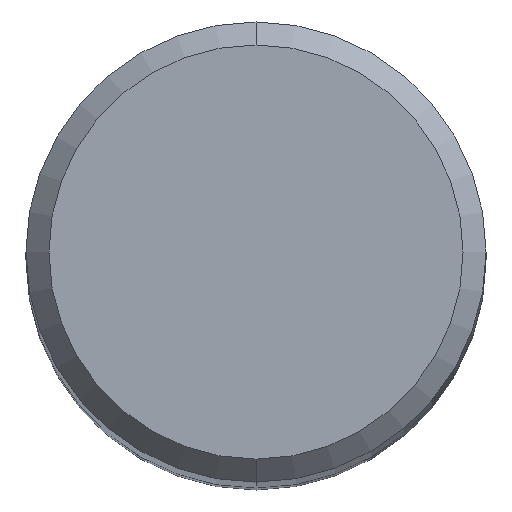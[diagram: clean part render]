
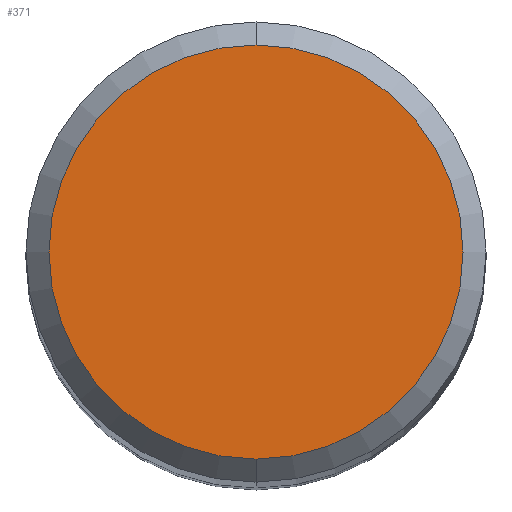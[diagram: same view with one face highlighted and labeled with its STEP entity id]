
A CAD part, top view. The second image highlights one B-rep face of the part: STEP entity #371.
In plain terms, the highlighted planar face has unit normal (0, 0, 1).
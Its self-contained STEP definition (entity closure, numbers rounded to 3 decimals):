
#167=VERTEX_POINT('',#442);
#263=VERTEX_POINT('',#547);
#271=EDGE_CURVE('',#167,#263,#556,.T.);
#363=EDGE_CURVE('',#263,#167,#655,.T.);
#371=ADVANCED_FACE('',(#664),#665,.T.);
#442=CARTESIAN_POINT('',(0.,-5.4,0.0));
#547=CARTESIAN_POINT('',(0.0,5.4,0.0));
#556=CIRCLE('',#1004,5.4);
#655=CIRCLE('',#1238,5.4);
#664=FACE_OUTER_BOUND('',#1249,.T.);
#665=PLANE('',#1250);
#1004=AXIS2_PLACEMENT_3D('',#1482,#1483,#1484);
#1238=AXIS2_PLACEMENT_3D('',#1595,#1596,#1597);
#1249=EDGE_LOOP('',(#1612,#1613));
#1250=AXIS2_PLACEMENT_3D('',#1614,#1615,#1616);
#1482=CARTESIAN_POINT('',(0.0,0.0,0.0));
#1483=DIRECTION('',(0.0,0.0,-1.0));
#1484=DIRECTION('',(0.0,1.0,0.0));
#1595=CARTESIAN_POINT('',(0.0,0.0,0.0));
#1596=DIRECTION('',(0.0,0.0,-1.0));
#1597=DIRECTION('',(0.0,1.0,0.0));
#1612=ORIENTED_EDGE('',*,*,#363,.F.);
#1613=ORIENTED_EDGE('',*,*,#271,.F.);
#1614=CARTESIAN_POINT('',(0.0,2.7,0.0));
#1615=DIRECTION('',(-0.0,0.0,1.0));
#1616=DIRECTION('',(0.0,-1.0,0.0));
